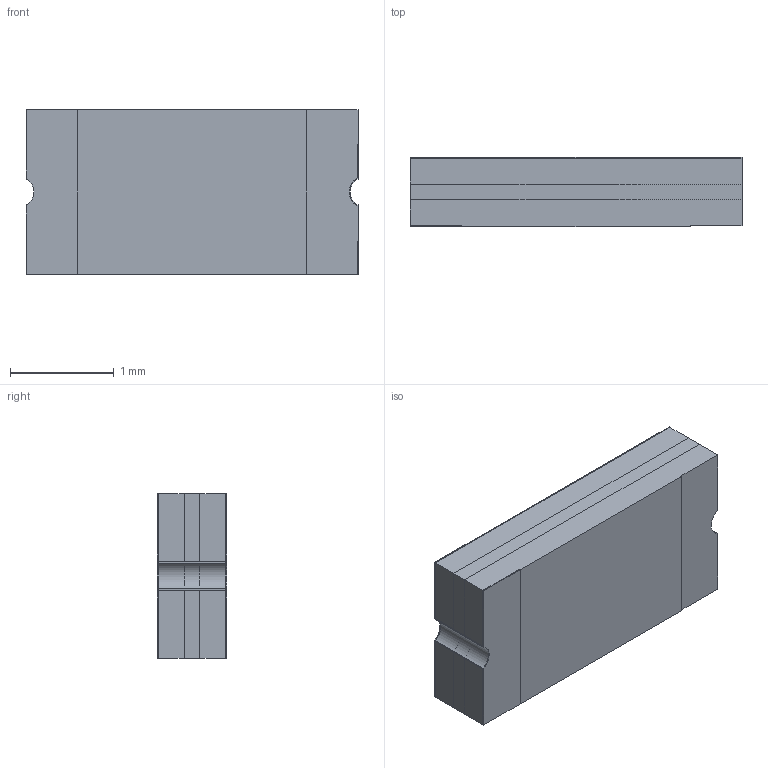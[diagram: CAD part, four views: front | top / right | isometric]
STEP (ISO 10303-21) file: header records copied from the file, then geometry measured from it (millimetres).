
FILE_DESCRIPTION (( 'STEP AP214' ), '1' );
FILE_NAME ('NANOSMDC016F-2.STEP', '2025-01-07T23:17:17', ( '' ), ( '' ), 'SwSTEP 2.0', 'SolidWorks 2021', '' );
FILE_SCHEMA (( 'AUTOMOTIVE_DESIGN' ));
Length unit declared in the file: millimetre
Products named in the file (1): NANOSMDC016F-2
Bounding box: 3.2 x 0.67 x 1.58 mm (x, y, z)
Volume: 3.4 mm3; surface area: 48.9 mm2
Topology: 8 solids, 8 shells, 70 faces, 162 edges, 108 vertices
Faces by surface type: plane 59, cylinder 11
Entity records: 2065 total; most frequent: CARTESIAN_POINT 341, DIRECTION 326, ORIENTED_EDGE 324, EDGE_CURVE 162, VECTOR 140, LINE 140, VERTEX_POINT 108, AXIS2_PLACEMENT_3D 93
